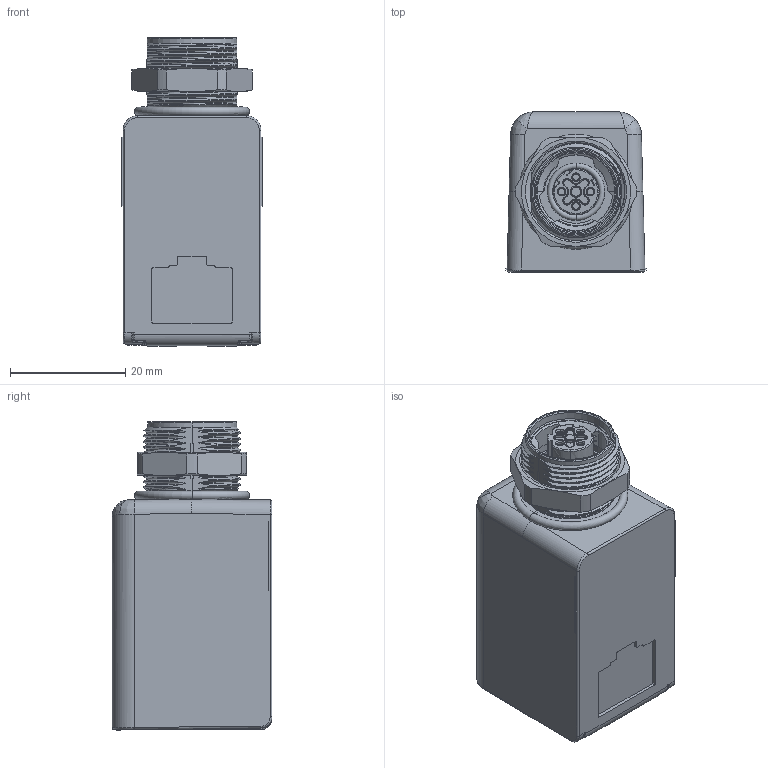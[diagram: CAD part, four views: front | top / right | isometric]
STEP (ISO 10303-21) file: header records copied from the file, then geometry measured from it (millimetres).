
FILE_DESCRIPTION (( 'STEP AP214' ), '1' );
FILE_NAME ('Customer-BB3647A1704.STEP', '2021-11-29T14:22:08', ( '' ), ( '' ), 'SwSTEP 2.0', 'SolidWorks 2018', '' );
FILE_SCHEMA (( 'AUTOMOTIVE_DESIGN' ));
Length unit declared in the file: millimetre
Products named in the file (1): Customer-BB3647A1704
Bounding box: 24.38 x 27.8 x 53.69 mm (x, y, z)
Volume: 27595.7 mm3; surface area: 8998.5 mm2
Topology: 2 solids, 2 shells, 758 faces, 1957 edges, 1216 vertices
Faces by surface type: plane 262, bspline 205, cylinder 190, cone 46, torus 45, sphere 10
Entity records: 85077 total; most frequent: CARTESIAN_POINT 67252, ORIENTED_EDGE 3894, DIRECTION 2702, EDGE_CURVE 1947, VERTEX_POINT 1215, AXIS2_PLACEMENT_3D 930, VECTOR 842, LINE 842
